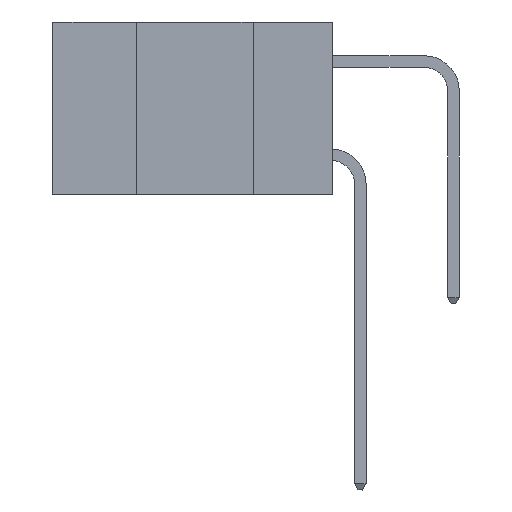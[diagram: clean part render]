
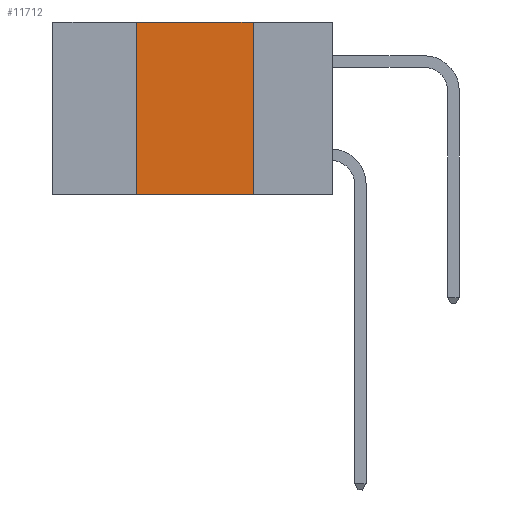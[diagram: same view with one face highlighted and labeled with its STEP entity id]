
A CAD part, left-side view. The second image highlights one B-rep face of the part: STEP entity #11712.
In plain terms, the highlighted planar face has unit normal (-1, 0, 0).
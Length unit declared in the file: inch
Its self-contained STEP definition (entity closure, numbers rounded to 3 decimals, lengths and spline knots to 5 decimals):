
#619 = ORIENTED_EDGE ( 'NONE', *, *, #25893, .T. ) ;
#2822 = CARTESIAN_POINT ( 'NONE',  ( 0., 0.17, -0.37 ) ) ;
#2852 = FACE_OUTER_BOUND ( 'NONE', #24580, .T. ) ;
#3297 = LINE ( 'NONE', #22071, #7695 ) ;
#3728 = EDGE_CURVE ( 'NONE', #7866, #12018, #3297, .T. ) ;
#5035 = DIRECTION ( 'NONE',  ( 0., 0., -1. ) ) ;
#5191 = EDGE_CURVE ( 'NONE', #17640, #20282, #24213, .T. ) ;
#7131 = CARTESIAN_POINT ( 'NONE',  ( 0., 0.17, 0. ) ) ;
#7191 = VECTOR ( 'NONE', #9741, 39.37008 ) ;
#7695 = VECTOR ( 'NONE', #26240, 39.37008 ) ;
#7866 = VERTEX_POINT ( 'NONE', #11360 ) ;
#8101 = ORIENTED_EDGE ( 'NONE', *, *, #5191, .F. ) ;
#8178 = CARTESIAN_POINT ( 'NONE',  ( 0., 0.6, -0.37 ) ) ;
#9741 = DIRECTION ( 'NONE',  ( 0., -1., 0. ) ) ;
#10346 = DIRECTION ( 'NONE',  ( 0., -1., 0. ) ) ;
#10913 = VECTOR ( 'NONE', #10346, 39.37008 ) ;
#11360 = CARTESIAN_POINT ( 'NONE',  ( 0., 0.42, -0.37 ) ) ;
#11712 = ADVANCED_FACE ( 'NONE', ( #2852 ), #22265, .F. ) ;
#12018 = VERTEX_POINT ( 'NONE', #14731 ) ;
#13705 = DIRECTION ( 'NONE',  ( 0., 0., -1. ) ) ;
#14522 = ORIENTED_EDGE ( 'NONE', *, *, #22365, .F. ) ;
#14731 = CARTESIAN_POINT ( 'NONE',  ( 0., 0.42, 0. ) ) ;
#15884 = ORIENTED_EDGE ( 'NONE', *, *, #3728, .F. ) ;
#17640 = VERTEX_POINT ( 'NONE', #7131 ) ;
#18680 = LINE ( 'NONE', #22666, #7191 ) ;
#20137 = CARTESIAN_POINT ( 'NONE',  ( 0., 0.17, 0. ) ) ;
#20282 = VERTEX_POINT ( 'NONE', #2822 ) ;
#22071 = CARTESIAN_POINT ( 'NONE',  ( 0., 0.42, 0. ) ) ;
#22212 = VECTOR ( 'NONE', #5035, 39.37008 ) ;
#22265 = PLANE ( 'NONE',  #24953 ) ;
#22365 = EDGE_CURVE ( 'NONE', #12018, #17640, #18680, .T. ) ;
#22666 = CARTESIAN_POINT ( 'NONE',  ( 0., 0.6, 0. ) ) ;
#24213 = LINE ( 'NONE', #20137, #22212 ) ;
#24421 = CARTESIAN_POINT ( 'NONE',  ( 0., 0.6, 0. ) ) ;
#24580 = EDGE_LOOP ( 'NONE', ( #8101, #14522, #15884, #619 ) ) ;
#24953 = AXIS2_PLACEMENT_3D ( 'NONE', #24421, #26538, #13705 ) ;
#25893 = EDGE_CURVE ( 'NONE', #7866, #20282, #27338, .T. ) ;
#26240 = DIRECTION ( 'NONE',  ( 0., 0., 1. ) ) ;
#26538 = DIRECTION ( 'NONE',  ( 1., 0., 0. ) ) ;
#27338 = LINE ( 'NONE', #8178, #10913 ) ;
